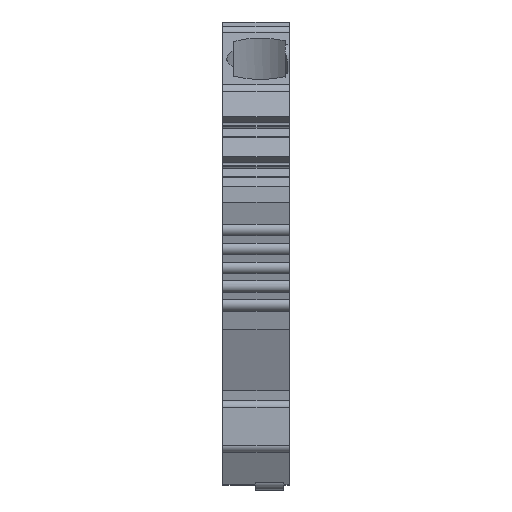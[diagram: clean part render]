
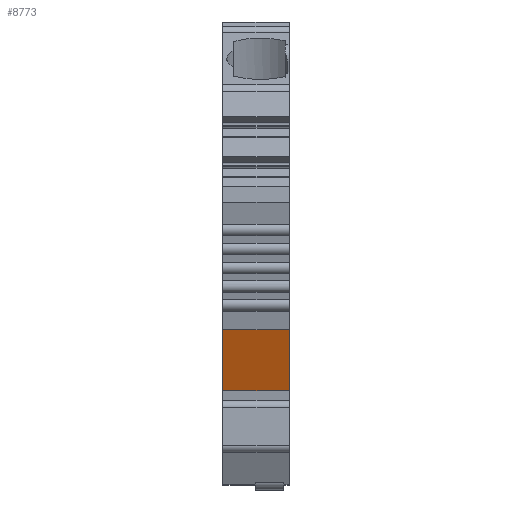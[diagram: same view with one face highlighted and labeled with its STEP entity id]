
A CAD part, left-side view. The second image highlights one B-rep face of the part: STEP entity #8773.
In plain terms, the highlighted planar face has unit normal (-0.927, 0, -0.375).
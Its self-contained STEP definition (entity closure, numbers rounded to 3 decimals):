
#1612=ORIENTED_EDGE('',*,*,#3003,.T.);
#1613=ORIENTED_EDGE('',*,*,#3000,.F.);
#1614=ORIENTED_EDGE('',*,*,#2479,.F.);
#1615=ORIENTED_EDGE('',*,*,#3004,.T.);
#2479=EDGE_CURVE('',#3371,#3369,#3985,.T.);
#3000=EDGE_CURVE('',#3369,#3709,#4389,.T.);
#3003=EDGE_CURVE('',#3721,#3709,#4391,.T.);
#3004=EDGE_CURVE('',#3371,#3721,#4392,.T.);
#3369=VERTEX_POINT('',#11704);
#3371=VERTEX_POINT('',#11708);
#3709=VERTEX_POINT('',#12748);
#3721=VERTEX_POINT('',#12781);
#3985=LINE('',#11709,#4695);
#4389=LINE('',#12774,#5099);
#4391=LINE('',#12780,#5101);
#4392=LINE('',#12782,#5102);
#4695=VECTOR('',#9851,1000.);
#5099=VECTOR('',#10777,1000.);
#5101=VECTOR('',#10785,1000.);
#5102=VECTOR('',#10786,1000.);
#5488=EDGE_LOOP('',(#1612,#1613,#1614,#1615));
#5846=FACE_BOUND('',#5488,.T.);
#6111=PLANE('',#9278);
#8773=ADVANCED_FACE('',(#5846),#6111,.T.);
#9278=AXIS2_PLACEMENT_3D('',#12779,#10783,#10784);
#9851=DIRECTION('',(0.,-1.,0.));
#10777=DIRECTION('',(0.375,0.,-0.927));
#10783=DIRECTION('',(-0.927,0.,-0.375));
#10784=DIRECTION('',(-0.375,0.,0.927));
#10785=DIRECTION('',(0.,-1.,0.));
#10786=DIRECTION('',(0.375,0.,-0.927));
#11704=CARTESIAN_POINT('',(-31.623,0.,-25.801));
#11708=CARTESIAN_POINT('',(-31.623,5.1,-25.801));
#11709=CARTESIAN_POINT('',(-31.623,5.1,-25.801));
#12748=CARTESIAN_POINT('',(-29.721,0.,-30.509));
#12774=CARTESIAN_POINT('',(-29.721,0.,-30.509));
#12779=CARTESIAN_POINT('',(-29.721,5.1,-30.509));
#12780=CARTESIAN_POINT('',(-29.721,5.1,-30.509));
#12781=CARTESIAN_POINT('',(-29.721,5.1,-30.509));
#12782=CARTESIAN_POINT('',(-29.721,5.1,-30.509));
